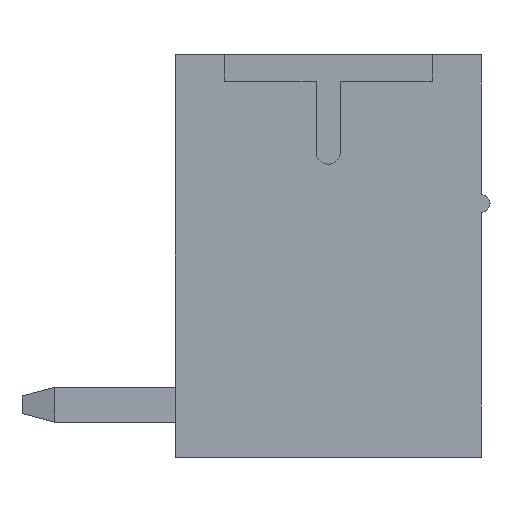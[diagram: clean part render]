
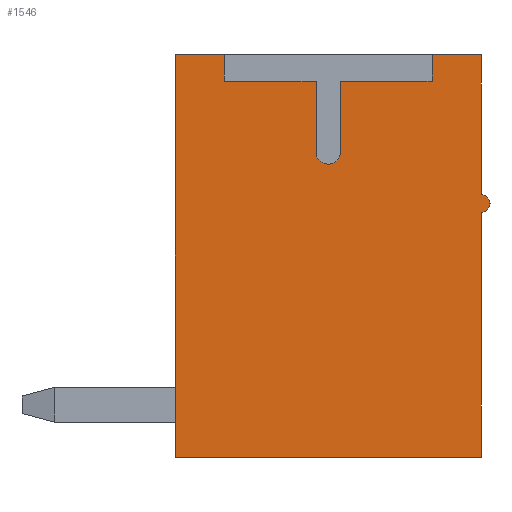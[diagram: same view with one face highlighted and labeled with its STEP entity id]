
A CAD part, left-side view. The second image highlights one B-rep face of the part: STEP entity #1546.
In plain terms, the highlighted planar face has unit normal (-1, 0, 0).
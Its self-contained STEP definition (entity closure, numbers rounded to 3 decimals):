
#1546=ADVANCED_FACE('',(#3150),#3151,.F.);
#3150=FACE_OUTER_BOUND('',#4803,.T.);
#3151=PLANE('',#4804);
#4803=EDGE_LOOP('',(#9414,#9415,#9416,#9417,#9418,#9419,#9420,#9421,#9422,#9423,#9424,#9425,#9426,#9427,#9428));
#4804=AXIS2_PLACEMENT_3D('',#9429,#9430,#9431);
#9414=ORIENTED_EDGE('',*,*,#10672,.T.);
#9415=ORIENTED_EDGE('',*,*,#10549,.T.);
#9416=ORIENTED_EDGE('',*,*,#11724,.T.);
#9417=ORIENTED_EDGE('',*,*,#11728,.T.);
#9418=ORIENTED_EDGE('',*,*,#11731,.T.);
#9419=ORIENTED_EDGE('',*,*,#10316,.T.);
#9420=ORIENTED_EDGE('',*,*,#11735,.T.);
#9421=ORIENTED_EDGE('',*,*,#11739,.T.);
#9422=ORIENTED_EDGE('',*,*,#11742,.T.);
#9423=ORIENTED_EDGE('',*,*,#11719,.T.);
#9424=ORIENTED_EDGE('',*,*,#10556,.T.);
#9425=ORIENTED_EDGE('',*,*,#10496,.T.);
#9426=ORIENTED_EDGE('',*,*,#10459,.T.);
#9427=ORIENTED_EDGE('',*,*,#11744,.T.);
#9428=ORIENTED_EDGE('',*,*,#11745,.T.);
#9429=CARTESIAN_POINT('',(-15.685,0.,2.375));
#9430=DIRECTION('',(1.0,0.0,0.0));
#9431=DIRECTION('',(0.0,1.0,0.0));
#10316=EDGE_CURVE('',#12440,#12437,#12441,.T.);
#10459=EDGE_CURVE('',#12679,#12680,#12681,.T.);
#10496=EDGE_CURVE('',#12752,#12679,#12753,.T.);
#10549=EDGE_CURVE('',#12841,#12838,#12842,.T.);
#10556=EDGE_CURVE('',#12854,#12752,#12855,.T.);
#10672=EDGE_CURVE('',#13084,#12841,#13085,.T.);
#11719=EDGE_CURVE('',#14549,#12854,#14550,.T.);
#11724=EDGE_CURVE('',#12838,#14555,#14557,.T.);
#11728=EDGE_CURVE('',#14555,#14561,#14563,.T.);
#11731=EDGE_CURVE('',#14561,#12440,#14566,.T.);
#11735=EDGE_CURVE('',#12437,#14570,#14572,.T.);
#11739=EDGE_CURVE('',#14570,#14576,#14578,.T.);
#11742=EDGE_CURVE('',#14576,#14549,#14581,.T.);
#11744=EDGE_CURVE('',#12680,#14583,#14584,.T.);
#11745=EDGE_CURVE('',#14583,#13084,#14585,.F.);
#12437=VERTEX_POINT('',#15575);
#12440=VERTEX_POINT('',#15579);
#12441=CIRCLE('',#15580,0.275);
#12679=VERTEX_POINT('',#15864);
#12680=VERTEX_POINT('',#15865);
#12681=LINE('',#15866,#15867);
#12752=VERTEX_POINT('',#15973);
#12753=LINE('',#15974,#15975);
#12838=VERTEX_POINT('',#16110);
#12841=VERTEX_POINT('',#16114);
#12842=LINE('',#16115,#16116);
#12854=VERTEX_POINT('',#16134);
#12855=LINE('',#16135,#16136);
#13084=VERTEX_POINT('',#16471);
#13085=LINE('',#16472,#16473);
#14549=VERTEX_POINT('',#18627);
#14550=LINE('',#18628,#18629);
#14555=VERTEX_POINT('',#18636);
#14557=LINE('',#18639,#18640);
#14561=VERTEX_POINT('',#18645);
#14563=LINE('',#18648,#18649);
#14566=LINE('',#18653,#18654);
#14570=VERTEX_POINT('',#18658);
#14572=CIRCLE('',#18661,0.275);
#14576=VERTEX_POINT('',#18666);
#14578=LINE('',#18669,#18670);
#14581=LINE('',#18674,#18675);
#14583=VERTEX_POINT('',#18677);
#14584=LINE('',#18678,#18679);
#14585=CIRCLE('',#18680,0.2);
#15575=CARTESIAN_POINT('',(-15.685,0.,2.1));
#15579=CARTESIAN_POINT('',(-15.685,-0.275,2.375));
#15580=AXIS2_PLACEMENT_3D('',#19151,#19152,#19153);
#15864=CARTESIAN_POINT('',(-15.685,3.5,-4.6));
#15865=CARTESIAN_POINT('',(-15.685,-3.5,-4.6));
#15866=CARTESIAN_POINT('',(-15.685,3.5,-4.6));
#15867=VECTOR('',#19401,1000.0);
#15973=CARTESIAN_POINT('',(-15.685,3.5,4.6));
#15974=CARTESIAN_POINT('',(-15.685,3.5,4.6));
#15975=VECTOR('',#19437,1000.0);
#16110=CARTESIAN_POINT('',(-15.685,-2.375,4.6));
#16114=CARTESIAN_POINT('',(-15.685,-3.5,4.6));
#16115=CARTESIAN_POINT('',(-15.685,-3.871,4.6));
#16116=VECTOR('',#19489,1000.0);
#16134=CARTESIAN_POINT('',(-15.685,2.375,4.6));
#16135=CARTESIAN_POINT('',(-15.685,2.375,4.6));
#16136=VECTOR('',#19496,1000.0);
#16471=CARTESIAN_POINT('',(-15.685,-3.5,1.4));
#16472=CARTESIAN_POINT('',(-15.685,-3.5,1.4));
#16473=VECTOR('',#19627,1000.0);
#18627=CARTESIAN_POINT('',(-15.685,2.375,4.0));
#18628=CARTESIAN_POINT('',(-15.685,2.375,4.0));
#18629=VECTOR('',#20447,1000.0);
#18636=CARTESIAN_POINT('',(-15.685,-2.375,4.0));
#18639=CARTESIAN_POINT('',(-15.685,-2.375,4.6));
#18640=VECTOR('',#20451,1000.0);
#18645=CARTESIAN_POINT('',(-15.685,-0.275,4.0));
#18648=CARTESIAN_POINT('',(-15.685,-2.375,4.0));
#18649=VECTOR('',#20454,1000.0);
#18653=CARTESIAN_POINT('',(-15.685,-0.275,4.0));
#18654=VECTOR('',#20456,1000.0);
#18658=CARTESIAN_POINT('',(-15.685,0.275,2.375));
#18661=AXIS2_PLACEMENT_3D('',#20461,#20462,#20463);
#18666=CARTESIAN_POINT('',(-15.685,0.275,4.0));
#18669=CARTESIAN_POINT('',(-15.685,0.275,2.375));
#18670=VECTOR('',#20466,1000.0);
#18674=CARTESIAN_POINT('',(-15.685,0.275,4.0));
#18675=VECTOR('',#20468,1000.0);
#18677=CARTESIAN_POINT('',(-15.685,-3.5,1.0));
#18678=CARTESIAN_POINT('',(-15.685,-3.5,-4.6));
#18679=VECTOR('',#20469,1000.0);
#18680=AXIS2_PLACEMENT_3D('',#20470,#20471,#20472);
#19151=CARTESIAN_POINT('',(-15.685,0.,2.375));
#19152=DIRECTION('',(1.0,0.0,0.0));
#19153=DIRECTION('',(0.0,-1.0,0.0));
#19401=DIRECTION('',(0.0,-1.0,0.));
#19437=DIRECTION('',(0.0,0.,-1.0));
#19489=DIRECTION('',(0.0,1.0,0.0));
#19496=DIRECTION('',(0.0,1.0,0.0));
#19627=DIRECTION('',(0.0,0.0,1.0));
#20447=DIRECTION('',(0.0,0.0,1.0));
#20451=DIRECTION('',(0.0,0.0,-1.0));
#20454=DIRECTION('',(0.0,1.0,0.0));
#20456=DIRECTION('',(0.0,0.,-1.0));
#20461=CARTESIAN_POINT('',(-15.685,0.,2.375));
#20462=DIRECTION('',(1.0,0.0,0.0));
#20463=DIRECTION('',(0.0,-1.0,0.0));
#20466=DIRECTION('',(0.0,0.,1.0));
#20468=DIRECTION('',(0.0,1.0,0.0));
#20469=DIRECTION('',(0.0,0.0,1.0));
#20470=CARTESIAN_POINT('',(-15.685,-3.5,1.2));
#20471=DIRECTION('',(1.0,0.0,0.0));
#20472=DIRECTION('',(0.0,0.0,-1.0));
